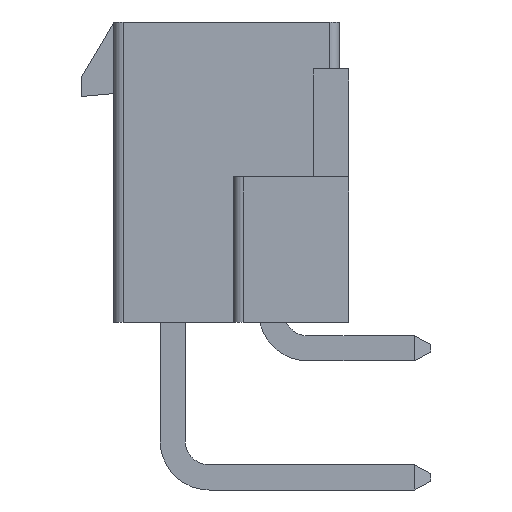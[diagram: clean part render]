
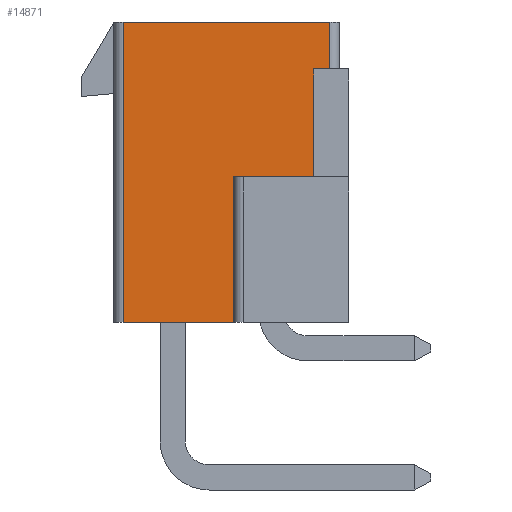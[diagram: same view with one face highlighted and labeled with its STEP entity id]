
A CAD part, left-side view. The second image highlights one B-rep face of the part: STEP entity #14871.
In plain terms, the highlighted planar face has unit normal (-1, 0, 0).
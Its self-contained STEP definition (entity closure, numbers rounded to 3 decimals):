
#365=DIRECTION('',(0.,1.,0.));
#366=VECTOR('',#365,8.8);
#367=CARTESIAN_POINT('',(-19.5,0.8,0.));
#368=LINE('',#367,#366);
#856=DIRECTION('',(0.,1.,0.));
#857=VECTOR('',#856,4.7);
#858=CARTESIAN_POINT('',(-19.5,4.9,-12.8));
#859=LINE('',#858,#857);
#5091=DIRECTION('',(0.,1.,0.));
#5092=VECTOR('',#5091,0.7);
#5093=CARTESIAN_POINT('',(-19.5,0.8,-2.));
#5094=LINE('',#5093,#5092);
#5095=DIRECTION('',(0.,0.,-1.));
#5096=VECTOR('',#5095,4.6);
#5097=CARTESIAN_POINT('',(-19.5,1.5,-2.));
#5098=LINE('',#5097,#5096);
#5099=DIRECTION('',(0.,1.,0.));
#5100=VECTOR('',#5099,3.4);
#5101=CARTESIAN_POINT('',(-19.5,1.5,-6.6));
#5102=LINE('',#5101,#5100);
#5103=DIRECTION('',(0.,0.,1.));
#5104=VECTOR('',#5103,6.2);
#5105=CARTESIAN_POINT('',(-19.5,4.9,-12.8));
#5106=LINE('',#5105,#5104);
#5116=DIRECTION('',(0.,0.,1.));
#5117=VECTOR('',#5116,12.8);
#5118=CARTESIAN_POINT('',(-19.5,9.6,-12.8));
#5119=LINE('',#5118,#5117);
#5169=DIRECTION('',(0.,0.,1.));
#5170=VECTOR('',#5169,2.);
#5171=CARTESIAN_POINT('',(-19.5,0.8,-2.));
#5172=LINE('',#5171,#5170);
#5279=CARTESIAN_POINT('',(-19.5,4.9,-12.8));
#5280=CARTESIAN_POINT('',(-19.5,4.9,-6.6));
#5281=VERTEX_POINT('',#5279);
#5282=VERTEX_POINT('',#5280);
#5363=CARTESIAN_POINT('',(-19.5,1.5,-2.));
#5364=CARTESIAN_POINT('',(-19.5,1.5,-6.6));
#5365=VERTEX_POINT('',#5363);
#5366=VERTEX_POINT('',#5364);
#5523=CARTESIAN_POINT('',(-19.5,9.6,0.));
#5524=VERTEX_POINT('',#5523);
#5525=CARTESIAN_POINT('',(-19.5,9.6,-12.8));
#5526=VERTEX_POINT('',#5525);
#5535=CARTESIAN_POINT('',(-19.5,0.8,-2.));
#5536=CARTESIAN_POINT('',(-19.5,0.8,0.));
#5537=VERTEX_POINT('',#5535);
#5538=VERTEX_POINT('',#5536);
#14853=CARTESIAN_POINT('',(-19.5,0.4,0.));
#14854=DIRECTION('',(-1.,0.,0.));
#14855=DIRECTION('',(0.,1.,0.));
#14856=AXIS2_PLACEMENT_3D('',#14853,#14854,#14855);
#14857=PLANE('',#14856);
#14859=ORIENTED_EDGE('',*,*,#14858,.T.);
#14860=ORIENTED_EDGE('',*,*,#6898,.F.);
#14862=ORIENTED_EDGE('',*,*,#14861,.F.);
#14863=ORIENTED_EDGE('',*,*,#14528,.T.);
#14864=ORIENTED_EDGE('',*,*,#14845,.T.);
#14865=ORIENTED_EDGE('',*,*,#14609,.T.);
#14867=ORIENTED_EDGE('',*,*,#14866,.F.);
#14868=ORIENTED_EDGE('',*,*,#7429,.T.);
#14869=EDGE_LOOP('',(#14859,#14860,#14862,#14863,#14864,#14865,#14867,#14868));
#14870=FACE_OUTER_BOUND('',#14869,.F.);
#14871=ADVANCED_FACE('',(#14870),#14857,.T.);
#6898=EDGE_CURVE('',#5538,#5524,#368,.T.);
#7429=EDGE_CURVE('',#5281,#5526,#859,.T.);
#14528=EDGE_CURVE('',#5537,#5365,#5094,.T.);
#14609=EDGE_CURVE('',#5366,#5282,#5102,.T.);
#14845=EDGE_CURVE('',#5365,#5366,#5098,.T.);
#14858=EDGE_CURVE('',#5526,#5524,#5119,.T.);
#14861=EDGE_CURVE('',#5537,#5538,#5172,.T.);
#14866=EDGE_CURVE('',#5281,#5282,#5106,.T.);
